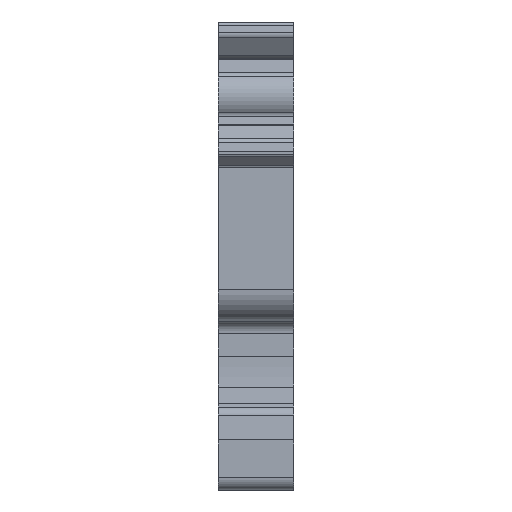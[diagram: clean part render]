
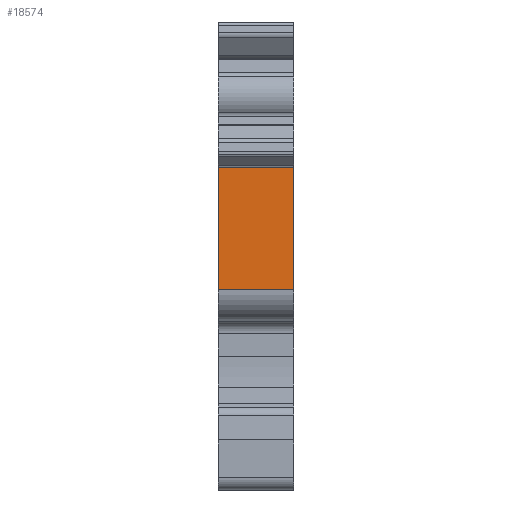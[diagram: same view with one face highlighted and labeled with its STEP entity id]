
A CAD part, left-side view. The second image highlights one B-rep face of the part: STEP entity #18574.
In plain terms, the highlighted planar face has unit normal (-1, 0, 0).
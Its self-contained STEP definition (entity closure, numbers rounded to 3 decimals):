
#227 = EDGE_CURVE ( 'NONE', #32484, #9882, #26106, .T. ) ;
#263 = LINE ( 'NONE', #29307, #19416 ) ;
#1470 = DIRECTION ( 'NONE',  ( 0., -1., 0. ) ) ;
#1663 = EDGE_CURVE ( 'NONE', #9882, #10585, #263, .T. ) ;
#1888 = CARTESIAN_POINT ( 'NONE',  ( -43.5, 6., 8.734 ) ) ;
#3567 = DIRECTION ( 'NONE',  ( 0., -1., 0. ) ) ;
#3617 = DIRECTION ( 'NONE',  ( 0., -1., 0. ) ) ;
#4249 = CARTESIAN_POINT ( 'NONE',  ( -43.5, 0., 8.734 ) ) ;
#4507 = VECTOR ( 'NONE', #25572, 1000. ) ;
#5985 = VECTOR ( 'NONE', #18265, 1000. ) ;
#9139 = LINE ( 'NONE', #24813, #22764 ) ;
#9882 = VERTEX_POINT ( 'NONE', #30874 ) ;
#10585 = VERTEX_POINT ( 'NONE', #16676 ) ;
#12876 = CARTESIAN_POINT ( 'NONE',  ( -43.5, 6., 8.734 ) ) ;
#12936 = ORIENTED_EDGE ( 'NONE', *, *, #227, .F. ) ;
#14243 = CARTESIAN_POINT ( 'NONE',  ( -43.5, 6., 8.734 ) ) ;
#16676 = CARTESIAN_POINT ( 'NONE',  ( -43.5, 0., 18.488 ) ) ;
#16840 = DIRECTION ( 'NONE',  ( 1., 0., 0. ) ) ;
#16888 = EDGE_LOOP ( 'NONE', ( #21135, #30743, #12936, #28308 ) ) ;
#18265 = DIRECTION ( 'NONE',  ( 0., 0., 1. ) ) ;
#18574 = ADVANCED_FACE ( 'NONE', ( #22276 ), #30221, .F. ) ;
#19416 = VECTOR ( 'NONE', #3567, 1000. ) ;
#20023 = EDGE_CURVE ( 'NONE', #32484, #20174, #9139, .T. ) ;
#20174 = VERTEX_POINT ( 'NONE', #4249 ) ;
#21135 = ORIENTED_EDGE ( 'NONE', *, *, #32328, .T. ) ;
#21987 = CARTESIAN_POINT ( 'NONE',  ( -43.5, 0., 8.734 ) ) ;
#22276 = FACE_OUTER_BOUND ( 'NONE', #16888, .T. ) ;
#22764 = VECTOR ( 'NONE', #1470, 1000. ) ;
#24813 = CARTESIAN_POINT ( 'NONE',  ( -43.5, 6., 8.734 ) ) ;
#25482 = AXIS2_PLACEMENT_3D ( 'NONE', #14243, #16840, #3617 ) ;
#25572 = DIRECTION ( 'NONE',  ( 0., 0., 1. ) ) ;
#26106 = LINE ( 'NONE', #12876, #5985 ) ;
#28308 = ORIENTED_EDGE ( 'NONE', *, *, #20023, .T. ) ;
#29307 = CARTESIAN_POINT ( 'NONE',  ( -43.5, 6., 18.488 ) ) ;
#30221 = PLANE ( 'NONE',  #25482 ) ;
#30743 = ORIENTED_EDGE ( 'NONE', *, *, #1663, .F. ) ;
#30874 = CARTESIAN_POINT ( 'NONE',  ( -43.5, 6., 18.488 ) ) ;
#32328 = EDGE_CURVE ( 'NONE', #20174, #10585, #32558, .T. ) ;
#32484 = VERTEX_POINT ( 'NONE', #1888 ) ;
#32558 = LINE ( 'NONE', #21987, #4507 ) ;
